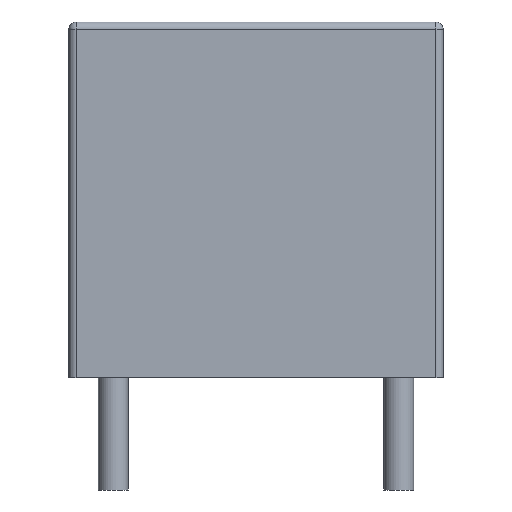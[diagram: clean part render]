
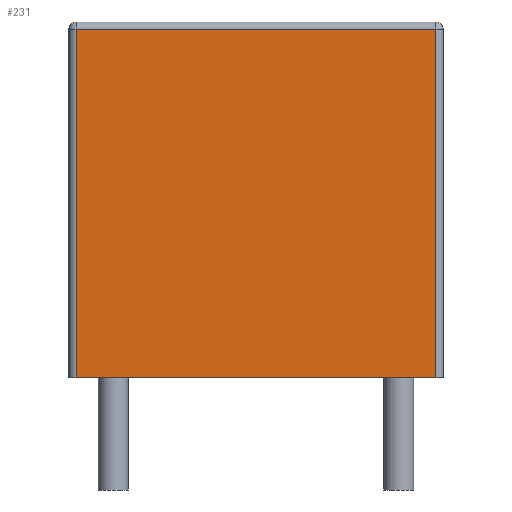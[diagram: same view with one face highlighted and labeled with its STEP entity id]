
A CAD part, front view. The second image highlights one B-rep face of the part: STEP entity #231.
In plain terms, the highlighted planar face has unit normal (0, -1, 0).
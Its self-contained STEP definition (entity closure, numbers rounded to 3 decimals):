
#28 = VERTEX_POINT ( 'NONE', #302 ) ;
#46 = EDGE_CURVE ( 'NONE', #47, #28, #317, .T. ) ;
#47 = VERTEX_POINT ( 'NONE', #358 ) ;
#73 = VERTEX_POINT ( 'NONE', #468 ) ;
#74 = ORIENTED_EDGE ( 'NONE', *, *, #75, .T. ) ;
#75 = EDGE_CURVE ( 'NONE', #28, #73, #467, .T. ) ;
#76 = VERTEX_POINT ( 'NONE', #463 ) ;
#77 = ORIENTED_EDGE ( 'NONE', *, *, #78, .T. ) ;
#78 = EDGE_CURVE ( 'NONE', #73, #76, #462, .T. ) ;
#79 = ORIENTED_EDGE ( 'NONE', *, *, #80, .T. ) ;
#80 = EDGE_CURVE ( 'NONE', #76, #47, #457, .T. ) ;
#231 = ADVANCED_FACE ( 'NONE', ( #830 ), #910, .F. ) ;
#232 = ORIENTED_EDGE ( 'NONE', *, *, #46, .T. ) ;
#233 = EDGE_LOOP ( 'NONE', ( #232, #74, #77, #79 ) ) ;
#302 = CARTESIAN_POINT ( 'NONE',  ( 9.8, 0., 0. ) ) ;
#315 = VECTOR ( 'NONE', #359, 1000. ) ;
#316 = CARTESIAN_POINT ( 'NONE',  ( 0., 0., 0. ) ) ;
#317 = LINE ( 'NONE', #316, #315 ) ;
#358 = CARTESIAN_POINT ( 'NONE',  ( 0.2, 0., 0. ) ) ;
#359 = DIRECTION ( 'NONE',  ( 1., 0., 0. ) ) ;
#454 = DIRECTION ( 'NONE',  ( 0., 0., -1. ) ) ;
#455 = VECTOR ( 'NONE', #454, 1000. ) ;
#456 = CARTESIAN_POINT ( 'NONE',  ( 0.2, 0., 9.5 ) ) ;
#457 = LINE ( 'NONE', #456, #455 ) ;
#459 = DIRECTION ( 'NONE',  ( -1., 0., 0. ) ) ;
#460 = VECTOR ( 'NONE', #459, 1000. ) ;
#461 = CARTESIAN_POINT ( 'NONE',  ( 0., 0., 9.3 ) ) ;
#462 = LINE ( 'NONE', #461, #460 ) ;
#463 = CARTESIAN_POINT ( 'NONE',  ( 0.2, 0., 9.3 ) ) ;
#464 = DIRECTION ( 'NONE',  ( 0., 0., 1. ) ) ;
#465 = VECTOR ( 'NONE', #464, 1000. ) ;
#466 = CARTESIAN_POINT ( 'NONE',  ( 9.8, 0., 9.5 ) ) ;
#467 = LINE ( 'NONE', #466, #465 ) ;
#468 = CARTESIAN_POINT ( 'NONE',  ( 9.8, 0., 9.3 ) ) ;
#830 = FACE_OUTER_BOUND ( 'NONE', #233, .T. ) ;
#906 = AXIS2_PLACEMENT_3D ( 'NONE', #909, #908, #907 ) ;
#907 = DIRECTION ( 'NONE',  ( 0., 0., 1. ) ) ;
#908 = DIRECTION ( 'NONE',  ( 0., 1., 0. ) ) ;
#909 = CARTESIAN_POINT ( 'NONE',  ( 0., 0., 9.5 ) ) ;
#910 = PLANE ( 'NONE',  #906 ) ;
